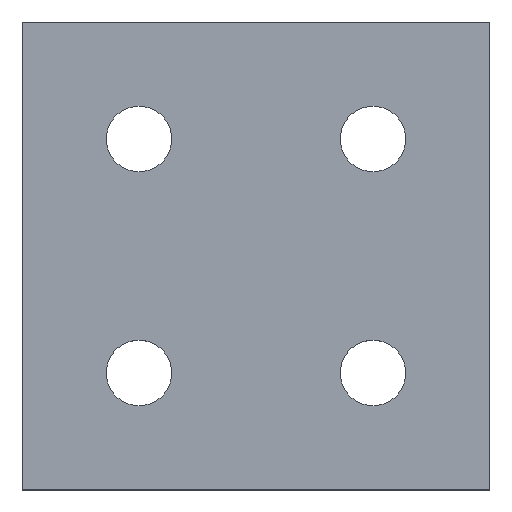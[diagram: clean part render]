
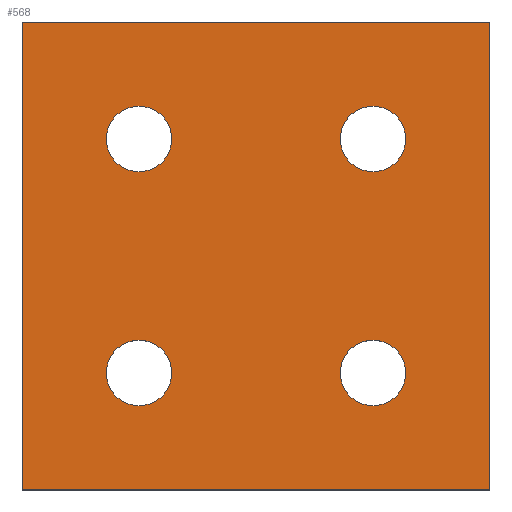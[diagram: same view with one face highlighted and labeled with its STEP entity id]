
A CAD part, top view. The second image highlights one B-rep face of the part: STEP entity #568.
In plain terms, the highlighted planar face has unit normal (0, 0, 1).
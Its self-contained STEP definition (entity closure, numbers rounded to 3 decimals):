
#132=CARTESIAN_POINT('',(0.14,1.0,0.188));
#133=VERTEX_POINT('',#132);
#149=CARTESIAN_POINT('',(-0.14,1.0,0.188));
#150=VERTEX_POINT('',#149);
#157=CARTESIAN_POINT('',(0.0,1.0,0.188));
#158=DIRECTION('',(0.0,0.0,-1.0));
#159=DIRECTION('',(1.0,0.0,0.0));
#160=AXIS2_PLACEMENT_3D('',#157,#158,#159);
#161=CIRCLE('',#160,0.14);
#162=EDGE_CURVE('',#133,#150,#161,.T.);
#174=CARTESIAN_POINT('',(0.14,0.0,0.188));
#175=VERTEX_POINT('',#174);
#191=CARTESIAN_POINT('',(-0.14,0.,0.188));
#192=VERTEX_POINT('',#191);
#199=CARTESIAN_POINT('',(0.0,0.0,0.188));
#200=DIRECTION('',(0.0,0.0,-1.0));
#201=DIRECTION('',(1.0,0.0,0.0));
#202=AXIS2_PLACEMENT_3D('',#199,#200,#201);
#203=CIRCLE('',#202,0.14);
#204=EDGE_CURVE('',#175,#192,#203,.T.);
#216=CARTESIAN_POINT('',(1.14,0.0,0.188));
#217=VERTEX_POINT('',#216);
#233=CARTESIAN_POINT('',(0.86,0.,0.188));
#234=VERTEX_POINT('',#233);
#241=CARTESIAN_POINT('',(1.0,0.0,0.188));
#242=DIRECTION('',(0.0,0.0,-1.0));
#243=DIRECTION('',(1.0,0.0,0.0));
#244=AXIS2_PLACEMENT_3D('',#241,#242,#243);
#245=CIRCLE('',#244,0.14);
#246=EDGE_CURVE('',#217,#234,#245,.T.);
#258=CARTESIAN_POINT('',(1.14,1.0,0.188));
#259=VERTEX_POINT('',#258);
#275=CARTESIAN_POINT('',(0.86,1.0,0.188));
#276=VERTEX_POINT('',#275);
#283=CARTESIAN_POINT('',(1.0,1.0,0.188));
#284=DIRECTION('',(0.0,0.0,-1.0));
#285=DIRECTION('',(1.0,0.0,0.0));
#286=AXIS2_PLACEMENT_3D('',#283,#284,#285);
#287=CIRCLE('',#286,0.14);
#288=EDGE_CURVE('',#259,#276,#287,.T.);
#299=CARTESIAN_POINT('',(1.0,1.0,0.188));
#300=DIRECTION('',(0.0,0.0,-1.0));
#301=DIRECTION('',(1.0,0.0,0.0));
#302=AXIS2_PLACEMENT_3D('',#299,#300,#301);
#303=CIRCLE('',#302,0.14);
#304=EDGE_CURVE('',#276,#259,#303,.T.);
#323=CARTESIAN_POINT('',(1.0,0.0,0.188));
#324=DIRECTION('',(0.0,0.0,-1.0));
#325=DIRECTION('',(1.0,0.0,0.0));
#326=AXIS2_PLACEMENT_3D('',#323,#324,#325);
#327=CIRCLE('',#326,0.14);
#328=EDGE_CURVE('',#234,#217,#327,.T.);
#347=CARTESIAN_POINT('',(0.0,0.0,0.188));
#348=DIRECTION('',(0.0,0.0,-1.0));
#349=DIRECTION('',(1.0,0.0,0.0));
#350=AXIS2_PLACEMENT_3D('',#347,#348,#349);
#351=CIRCLE('',#350,0.14);
#352=EDGE_CURVE('',#192,#175,#351,.T.);
#371=CARTESIAN_POINT('',(0.0,1.0,0.188));
#372=DIRECTION('',(0.0,0.0,-1.0));
#373=DIRECTION('',(1.0,0.0,0.0));
#374=AXIS2_PLACEMENT_3D('',#371,#372,#373);
#375=CIRCLE('',#374,0.14);
#376=EDGE_CURVE('',#150,#133,#375,.T.);
#394=CARTESIAN_POINT('',(-0.5,-0.5,0.188));
#395=VERTEX_POINT('',#394);
#396=CARTESIAN_POINT('',(-0.5,1.5,0.188));
#397=VERTEX_POINT('',#396);
#398=CARTESIAN_POINT('',(-0.5,-0.5,0.188));
#399=DIRECTION('',(0.0,1.0,0.0));
#400=VECTOR('',#399,2.0);
#401=LINE('',#398,#400);
#402=EDGE_CURVE('',#395,#397,#401,.T.);
#434=CARTESIAN_POINT('',(1.5,1.5,0.188));
#435=VERTEX_POINT('',#434);
#436=CARTESIAN_POINT('',(-0.5,1.5,0.188));
#437=DIRECTION('',(1.0,0.0,0.0));
#438=VECTOR('',#437,2.0);
#439=LINE('',#436,#438);
#440=EDGE_CURVE('',#397,#435,#439,.T.);
#465=CARTESIAN_POINT('',(1.5,-0.5,0.188));
#466=VERTEX_POINT('',#465);
#467=CARTESIAN_POINT('',(1.5,1.5,0.188));
#468=DIRECTION('',(0.0,-1.0,0.0));
#469=VECTOR('',#468,2.0);
#470=LINE('',#467,#469);
#471=EDGE_CURVE('',#435,#466,#470,.T.);
#496=CARTESIAN_POINT('',(1.5,-0.5,0.188));
#497=DIRECTION('',(-1.0,0.0,0.0));
#498=VECTOR('',#497,2.0);
#499=LINE('',#496,#498);
#500=EDGE_CURVE('',#466,#395,#499,.T.);
#541=CARTESIAN_POINT('',(-0.5,-0.5,0.188));
#542=DIRECTION('',(0.0,0.0,-1.0));
#543=DIRECTION('',(-1.0,0.0,0.0));
#544=AXIS2_PLACEMENT_3D('',#541,#542,#543);
#545=PLANE('',#544);
#546=ORIENTED_EDGE('',*,*,#402,.F.);
#547=ORIENTED_EDGE('',*,*,#500,.F.);
#548=ORIENTED_EDGE('',*,*,#471,.F.);
#549=ORIENTED_EDGE('',*,*,#440,.F.);
#550=EDGE_LOOP('',(#546,#547,#548,#549));
#551=FACE_OUTER_BOUND('',#550,.T.);
#552=ORIENTED_EDGE('',*,*,#288,.T.);
#553=ORIENTED_EDGE('',*,*,#304,.T.);
#554=EDGE_LOOP('',(#552,#553));
#555=FACE_BOUND('',#554,.T.);
#556=ORIENTED_EDGE('',*,*,#246,.T.);
#557=ORIENTED_EDGE('',*,*,#328,.T.);
#558=EDGE_LOOP('',(#556,#557));
#559=FACE_BOUND('',#558,.T.);
#560=ORIENTED_EDGE('',*,*,#204,.T.);
#561=ORIENTED_EDGE('',*,*,#352,.T.);
#562=EDGE_LOOP('',(#560,#561));
#563=FACE_BOUND('',#562,.T.);
#564=ORIENTED_EDGE('',*,*,#162,.T.);
#565=ORIENTED_EDGE('',*,*,#376,.T.);
#566=EDGE_LOOP('',(#564,#565));
#567=FACE_BOUND('',#566,.T.);
#568=ADVANCED_FACE('',(#551,#555,#559,#563,#567),#545,.F.);
